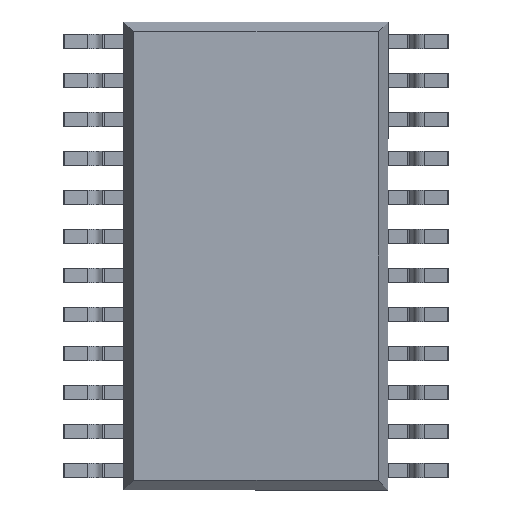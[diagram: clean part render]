
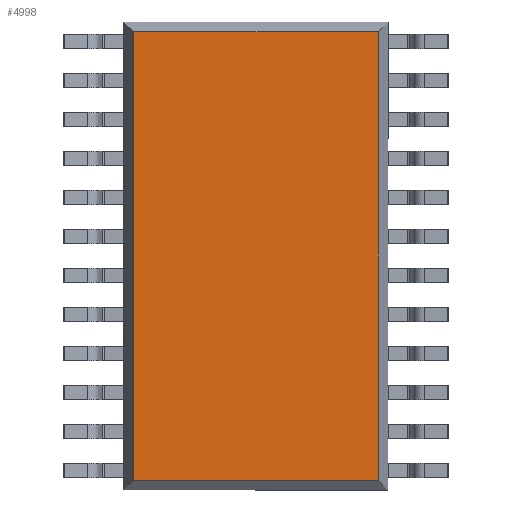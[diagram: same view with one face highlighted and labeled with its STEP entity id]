
A CAD part, front view. The second image highlights one B-rep face of the part: STEP entity #4998.
In plain terms, the highlighted planar face has unit normal (0, -1, 0).
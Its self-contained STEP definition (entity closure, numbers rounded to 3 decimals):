
#950 = ORIENTED_EDGE ( 'NONE', *, *, #5286, .T. ) ;
#1412 = LINE ( 'NONE', #4864, #10838 ) ;
#1732 = ORIENTED_EDGE ( 'NONE', *, *, #9148, .T. ) ;
#1827 = DIRECTION ( 'NONE',  ( 1., 0., 0. ) ) ;
#2038 = CARTESIAN_POINT ( 'NONE',  ( -2.037, 0.15, 3.9 ) ) ;
#2559 = CARTESIAN_POINT ( 'NONE',  ( -2.037, 0.15, 3.737 ) ) ;
#3043 = LINE ( 'NONE', #3828, #8545 ) ;
#3089 = VERTEX_POINT ( 'NONE', #4401 ) ;
#3326 = DIRECTION ( 'NONE',  ( 0., 0., -1. ) ) ;
#3620 = EDGE_CURVE ( 'NONE', #5937, #3089, #3043, .T. ) ;
#3675 = VECTOR ( 'NONE', #8792, 1000. ) ;
#3828 = CARTESIAN_POINT ( 'NONE',  ( 2.037, 0.15, -3.9 ) ) ;
#4401 = CARTESIAN_POINT ( 'NONE',  ( 2.037, 0.15, 3.737 ) ) ;
#4544 = LINE ( 'NONE', #2038, #3675 ) ;
#4864 = CARTESIAN_POINT ( 'NONE',  ( 2.2, 0.15, 3.737 ) ) ;
#4998 = ADVANCED_FACE ( 'NONE', ( #5214 ), #10146, .T. ) ;
#5214 = FACE_OUTER_BOUND ( 'NONE', #9532, .T. ) ;
#5286 = EDGE_CURVE ( 'NONE', #3089, #8774, #1412, .T. ) ;
#5400 = ORIENTED_EDGE ( 'NONE', *, *, #9287, .T. ) ;
#5527 = DIRECTION ( 'NONE',  ( -1., 0., 0. ) ) ;
#5591 = DIRECTION ( 'NONE',  ( 0., 0., 1. ) ) ;
#5727 = CARTESIAN_POINT ( 'NONE',  ( 2.037, 0.15, -3.737 ) ) ;
#5937 = VERTEX_POINT ( 'NONE', #5727 ) ;
#7923 = VECTOR ( 'NONE', #1827, 1000. ) ;
#7955 = AXIS2_PLACEMENT_3D ( 'NONE', #10082, #8453, #3326 ) ;
#8452 = CARTESIAN_POINT ( 'NONE',  ( -2.2, 0.15, -3.737 ) ) ;
#8453 = DIRECTION ( 'NONE',  ( 0., -1., 0. ) ) ;
#8545 = VECTOR ( 'NONE', #5591, 1000. ) ;
#8774 = VERTEX_POINT ( 'NONE', #2559 ) ;
#8792 = DIRECTION ( 'NONE',  ( 0., 0., -1. ) ) ;
#9148 = EDGE_CURVE ( 'NONE', #10500, #5937, #9475, .T. ) ;
#9287 = EDGE_CURVE ( 'NONE', #8774, #10500, #4544, .T. ) ;
#9475 = LINE ( 'NONE', #8452, #7923 ) ;
#9532 = EDGE_LOOP ( 'NONE', ( #1732, #10983, #950, #5400 ) ) ;
#10082 = CARTESIAN_POINT ( 'NONE',  ( 0., 0.15, 0. ) ) ;
#10146 = PLANE ( 'NONE',  #7955 ) ;
#10163 = CARTESIAN_POINT ( 'NONE',  ( -2.037, 0.15, -3.737 ) ) ;
#10500 = VERTEX_POINT ( 'NONE', #10163 ) ;
#10838 = VECTOR ( 'NONE', #5527, 1000. ) ;
#10983 = ORIENTED_EDGE ( 'NONE', *, *, #3620, .T. ) ;
